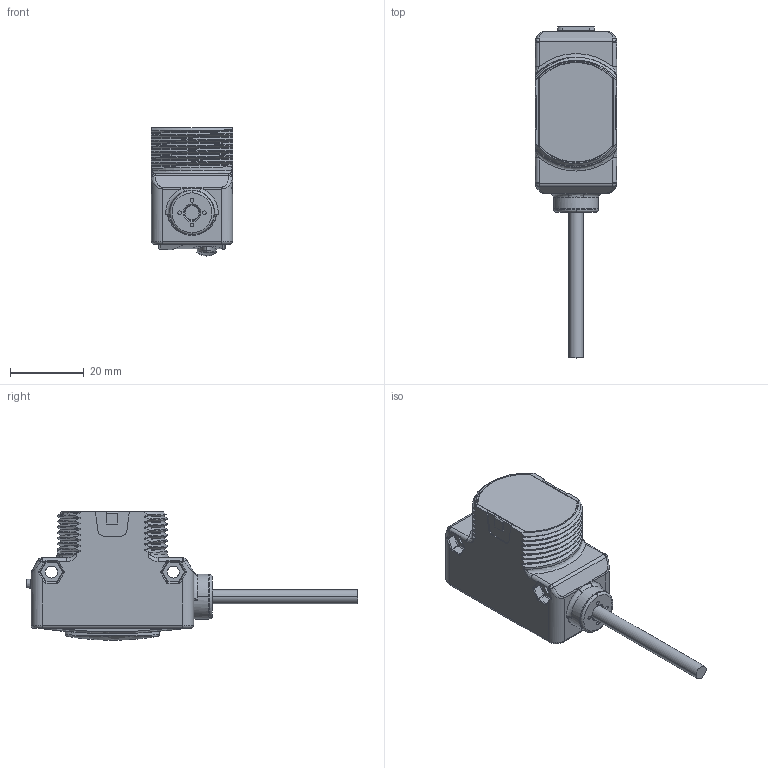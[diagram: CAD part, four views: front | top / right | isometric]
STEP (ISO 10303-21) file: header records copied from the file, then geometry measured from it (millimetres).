
FILE_DESCRIPTION((''),'2;1');
FILE_NAME('140594_SM01_ASM','2022-10-13T14:25:44',('PDMAdmin'),('BANNER ENGINEERING'),'CREO PARAMETRIC BY PTC INC, 2019292','CREO PARAMETRIC BY PTC INC, 2019292','');
FILE_SCHEMA(('CONFIG_CONTROL_DESIGN'));
Length unit declared in the file: millimetre
Products named in the file (3): 140594_EP01; ASSMEBLY_109228; 140594_SM01_ASM
Assembly tree (2 placements, depth 2):
  140594_SM01_ASM
    140594_EP01
    ASSMEBLY_109228
Bounding box: 22 x 89.88 x 34.75 mm (x, y, z)
Volume: 26385.9 mm3; surface area: 8492.8 mm2
Topology: 2 solids, 2 shells, 502 faces, 1200 edges, 717 vertices
Faces by surface type: cylinder 201, plane 119, bspline 89, torus 50, sphere 32, cone 9, extrusion 2
Entity records: 20328 total; most frequent: CARTESIAN_POINT 9238, ORIENTED_EDGE 2396, DIRECTION 2157, EDGE_CURVE 1198, AXIS2_PLACEMENT_3D 829, VERTEX_POINT 717, EDGE_LOOP 525, FACE_OUTER_BOUND 502
